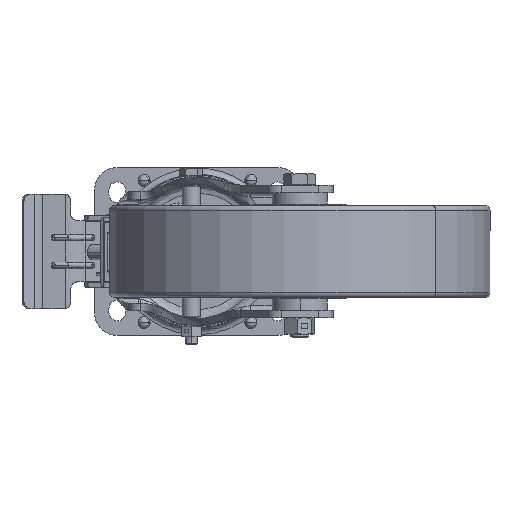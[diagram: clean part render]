
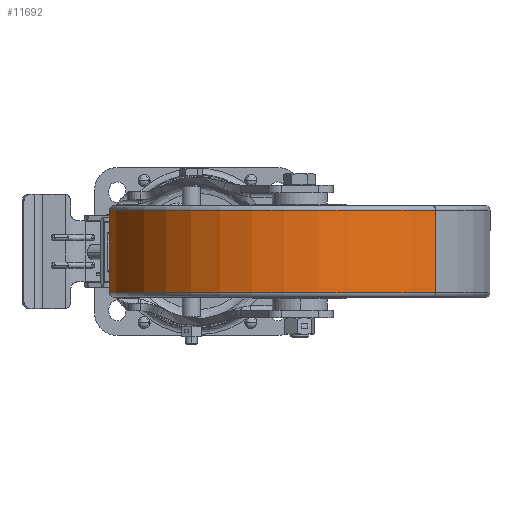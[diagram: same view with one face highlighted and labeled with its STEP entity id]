
A CAD part, front view. The second image highlights one B-rep face of the part: STEP entity #11692.
In plain terms, the highlighted cylindrical face has radius 125 mm (diameter 250 mm), a partial arc.
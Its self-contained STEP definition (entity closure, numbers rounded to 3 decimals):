
#2583 = CARTESIAN_POINT ( 'NONE',  ( -26.628, -84.154, -27. ) ) ;
#3485 = VECTOR ( 'NONE', #76965, 1000. ) ;
#8201 = CIRCLE ( 'NONE', #63088, 125. ) ;
#9178 = EDGE_CURVE ( 'NONE', #28476, #45076, #8201, .T. ) ;
#11692 = ADVANCED_FACE ( 'NONE', ( #20736 ), #49778, .T. ) ;
#12642 = AXIS2_PLACEMENT_3D ( 'NONE', #80768, #73388, #37627 ) ;
#14433 = EDGE_CURVE ( 'NONE', #62051, #45076, #69636, .T. ) ;
#18564 = CARTESIAN_POINT ( 'NONE',  ( 62.299, -172., 27. ) ) ;
#20736 = FACE_OUTER_BOUND ( 'NONE', #39312, .T. ) ;
#20924 = CARTESIAN_POINT ( 'NONE',  ( 151.226, -259.846, 28.614 ) ) ;
#28476 = VERTEX_POINT ( 'NONE', #44738 ) ;
#30493 = VERTEX_POINT ( 'NONE', #64047 ) ;
#31554 = AXIS2_PLACEMENT_3D ( 'NONE', #37944, #76617, #84014 ) ;
#33569 = EDGE_CURVE ( 'NONE', #62051, #30493, #37853, .T. ) ;
#33835 = DIRECTION ( 'NONE',  ( 0.711, -0.703, 0. ) ) ;
#37627 = DIRECTION ( 'NONE',  ( -0.711, 0.703, 0. ) ) ;
#37853 = CIRCLE ( 'NONE', #12642, 125. ) ;
#37944 = CARTESIAN_POINT ( 'NONE',  ( 62.299, -172., 28.614 ) ) ;
#39312 = EDGE_LOOP ( 'NONE', ( #47036, #74348, #80536, #43320 ) ) ;
#43320 = ORIENTED_EDGE ( 'NONE', *, *, #14433, .F. ) ;
#44738 = CARTESIAN_POINT ( 'NONE',  ( 151.226, -259.846, 27. ) ) ;
#45076 = VERTEX_POINT ( 'NONE', #51053 ) ;
#47036 = ORIENTED_EDGE ( 'NONE', *, *, #33569, .T. ) ;
#47139 = CARTESIAN_POINT ( 'NONE',  ( -26.628, -84.154, 28.614 ) ) ;
#49486 = DIRECTION ( 'NONE',  ( 0., 0., 1. ) ) ;
#49778 = CYLINDRICAL_SURFACE ( 'NONE', #31554, 125. ) ;
#51053 = CARTESIAN_POINT ( 'NONE',  ( -26.628, -84.154, 27. ) ) ;
#57291 = LINE ( 'NONE', #20924, #70273 ) ;
#60510 = EDGE_CURVE ( 'NONE', #30493, #28476, #57291, .T. ) ;
#62051 = VERTEX_POINT ( 'NONE', #2583 ) ;
#63088 = AXIS2_PLACEMENT_3D ( 'NONE', #18564, #70104, #33835 ) ;
#64047 = CARTESIAN_POINT ( 'NONE',  ( 151.226, -259.846, -27. ) ) ;
#69636 = LINE ( 'NONE', #47139, #3485 ) ;
#70104 = DIRECTION ( 'NONE',  ( 0., 0., -1. ) ) ;
#70273 = VECTOR ( 'NONE', #49486, 1000. ) ;
#73388 = DIRECTION ( 'NONE',  ( 0., 0., 1. ) ) ;
#74348 = ORIENTED_EDGE ( 'NONE', *, *, #60510, .T. ) ;
#76617 = DIRECTION ( 'NONE',  ( 0., 0., 1. ) ) ;
#76965 = DIRECTION ( 'NONE',  ( 0., 0., 1. ) ) ;
#80536 = ORIENTED_EDGE ( 'NONE', *, *, #9178, .T. ) ;
#80768 = CARTESIAN_POINT ( 'NONE',  ( 62.299, -172., -27. ) ) ;
#84014 = DIRECTION ( 'NONE',  ( -0.711, 0.703, 0. ) ) ;
